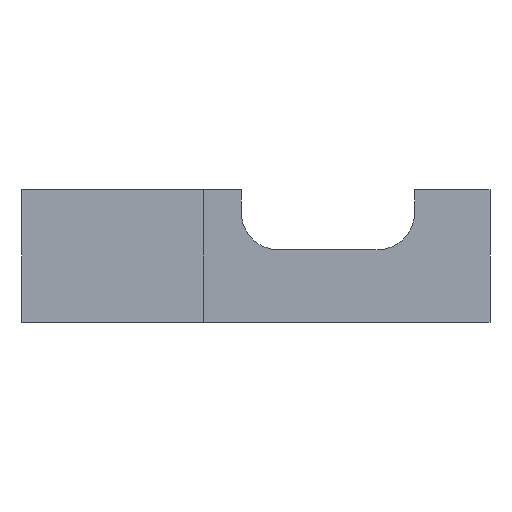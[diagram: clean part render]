
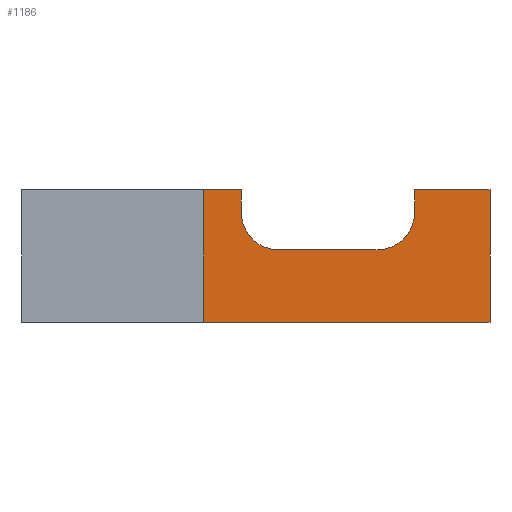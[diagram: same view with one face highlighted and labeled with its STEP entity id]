
A CAD part, left-side view. The second image highlights one B-rep face of the part: STEP entity #1186.
In plain terms, the highlighted planar face has unit normal (-1, 0, 0).
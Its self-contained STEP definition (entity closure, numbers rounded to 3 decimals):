
#42=PLANE('',#1296);
#104=FACE_OUTER_BOUND('',#168,.T.);
#168=EDGE_LOOP('',(#937,#938,#939,#940,#941,#942,#943,#944,#945,#946));
#213=LINE('',#1719,#348);
#243=LINE('',#1831,#378);
#248=LINE('',#1840,#383);
#278=LINE('',#1901,#413);
#279=LINE('',#1903,#414);
#280=LINE('',#1905,#415);
#281=LINE('',#1907,#416);
#282=LINE('',#1908,#417);
#348=VECTOR('',#1379,10.);
#378=VECTOR('',#1495,10.);
#383=VECTOR('',#1502,10.);
#413=VECTOR('',#1552,10.);
#414=VECTOR('',#1553,10.);
#415=VECTOR('',#1554,10.);
#416=VECTOR('',#1555,10.);
#417=VECTOR('',#1556,10.);
#476=CIRCLE('',#1241,5.);
#477=CIRCLE('',#1244,5.);
#521=VERTEX_POINT('',#1709);
#522=VERTEX_POINT('',#1711);
#524=VERTEX_POINT('',#1717);
#525=VERTEX_POINT('',#1721);
#563=VERTEX_POINT('',#1830);
#566=VERTEX_POINT('',#1838);
#587=VERTEX_POINT('',#1900);
#588=VERTEX_POINT('',#1902);
#589=VERTEX_POINT('',#1904);
#590=VERTEX_POINT('',#1906);
#638=EDGE_CURVE('',#521,#522,#476,.T.);
#642=EDGE_CURVE('',#521,#524,#213,.T.);
#643=EDGE_CURVE('',#525,#524,#477,.T.);
#694=EDGE_CURVE('',#563,#522,#243,.T.);
#699=EDGE_CURVE('',#525,#566,#248,.T.);
#729=EDGE_CURVE('',#587,#566,#278,.F.);
#730=EDGE_CURVE('',#588,#587,#279,.F.);
#731=EDGE_CURVE('',#588,#589,#280,.F.);
#732=EDGE_CURVE('',#589,#590,#281,.T.);
#733=EDGE_CURVE('',#563,#590,#282,.F.);
#937=ORIENTED_EDGE('',*,*,#694,.T.);
#938=ORIENTED_EDGE('',*,*,#638,.F.);
#939=ORIENTED_EDGE('',*,*,#642,.T.);
#940=ORIENTED_EDGE('',*,*,#643,.F.);
#941=ORIENTED_EDGE('',*,*,#699,.T.);
#942=ORIENTED_EDGE('',*,*,#729,.F.);
#943=ORIENTED_EDGE('',*,*,#730,.F.);
#944=ORIENTED_EDGE('',*,*,#731,.T.);
#945=ORIENTED_EDGE('',*,*,#732,.T.);
#946=ORIENTED_EDGE('',*,*,#733,.F.);
#1186=ADVANCED_FACE('',(#104),#42,.T.);
#1241=AXIS2_PLACEMENT_3D('',#1712,#1372,#1373);
#1244=AXIS2_PLACEMENT_3D('',#1722,#1382,#1383);
#1296=AXIS2_PLACEMENT_3D('',#1899,#1550,#1551);
#1372=DIRECTION('center_axis',(-1.,0.,0.));
#1373=DIRECTION('ref_axis',(0.,-0.707,-0.707));
#1379=DIRECTION('',(0.,1.,0.));
#1382=DIRECTION('center_axis',(-1.,0.,0.));
#1383=DIRECTION('ref_axis',(0.,0.707,-0.707));
#1495=DIRECTION('',(0.,0.,-1.));
#1502=DIRECTION('',(0.,0.,1.));
#1550=DIRECTION('center_axis',(-1.,0.,0.));
#1551=DIRECTION('ref_axis',(0.,-1.,0.));
#1552=DIRECTION('',(0.,1.,0.));
#1553=DIRECTION('',(0.,0.,-1.));
#1554=DIRECTION('',(0.,1.,0.));
#1555=DIRECTION('',(0.,0.,1.));
#1556=DIRECTION('',(0.,1.,0.));
#1709=CARTESIAN_POINT('',(76.993,35.083,9.6));
#1711=CARTESIAN_POINT('',(76.993,30.083,14.6));
#1712=CARTESIAN_POINT('Origin',(76.993,35.083,14.6));
#1717=CARTESIAN_POINT('',(76.993,48.108,9.6));
#1719=CARTESIAN_POINT('',(76.993,49.751,9.6));
#1721=CARTESIAN_POINT('',(76.993,53.108,14.6));
#1722=CARTESIAN_POINT('Origin',(76.993,48.108,14.6));
#1830=CARTESIAN_POINT('',(76.993,30.083,17.6));
#1831=CARTESIAN_POINT('',(76.993,30.083,8.8));
#1838=CARTESIAN_POINT('',(76.993,53.108,17.6));
#1840=CARTESIAN_POINT('',(76.993,53.108,8.8));
#1899=CARTESIAN_POINT('Origin',(76.993,57.908,0.));
#1900=CARTESIAN_POINT('',(76.993,58.108,17.6));
#1901=CARTESIAN_POINT('',(76.993,54.526,17.6));
#1902=CARTESIAN_POINT('',(76.993,58.108,0.));
#1903=CARTESIAN_POINT('',(76.993,58.108,0.));
#1904=CARTESIAN_POINT('',(76.993,20.083,0.));
#1905=CARTESIAN_POINT('',(76.993,54.526,0.));
#1906=CARTESIAN_POINT('',(76.993,20.083,17.6));
#1907=CARTESIAN_POINT('',(76.993,20.083,0.));
#1908=CARTESIAN_POINT('',(76.993,54.526,17.6));
